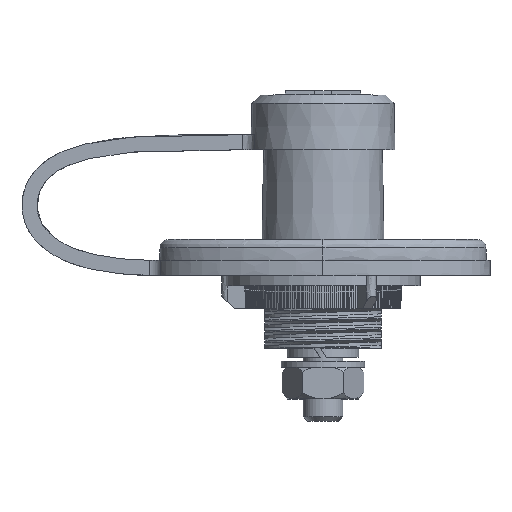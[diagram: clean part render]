
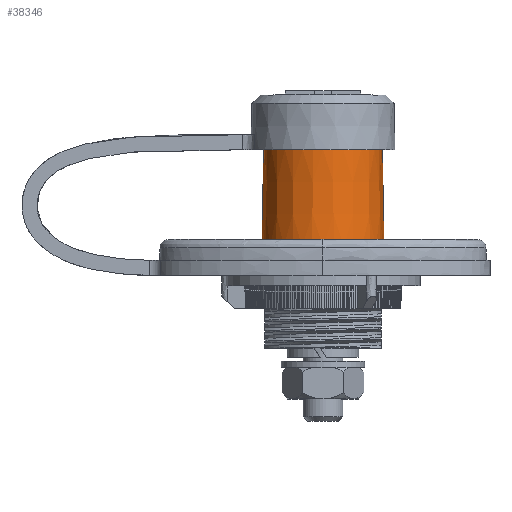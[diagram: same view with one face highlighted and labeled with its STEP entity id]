
A CAD part, top view. The second image highlights one B-rep face of the part: STEP entity #38346.
In plain terms, the highlighted conical face has half-angle 1 degrees and reference radius 14.431 mm.
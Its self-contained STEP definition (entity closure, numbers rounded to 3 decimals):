
#36858=CARTESIAN_POINT('',(0.,47.505,0.));
#36859=DIRECTION('',(0.,-1.,0.));
#36860=DIRECTION('',(1.,0.,0.));
#36861=AXIS2_PLACEMENT_3D('',#36858,#36859,#36860);
#36868=DIRECTION('',(-0.017,-1.,0.));
#36869=VECTOR('',#36868,23.209);
#36870=CARTESIAN_POINT('',(-14.229,47.505,0.));
#36871=LINE('',#36870,#36869);
#36872=DIRECTION('',(0.017,-1.,0.));
#36873=VECTOR('',#36872,23.209);
#36874=CARTESIAN_POINT('',(14.229,47.505,0.));
#36875=LINE('',#36874,#36873);
#36881=CARTESIAN_POINT('',(0.,24.3,0.));
#36882=DIRECTION('',(0.,-1.,0.));
#36883=DIRECTION('',(1.,0.,0.));
#36884=AXIS2_PLACEMENT_3D('',#36881,#36882,#36883);
#37360=CARTESIAN_POINT('',(14.634,24.3,0.));
#37361=CARTESIAN_POINT('',(-14.634,24.3,0.));
#37362=VERTEX_POINT('',#37360);
#37363=VERTEX_POINT('',#37361);
#37396=CARTESIAN_POINT('',(14.229,47.505,0.));
#37397=CARTESIAN_POINT('',(-14.229,47.505,0.));
#37398=VERTEX_POINT('',#37396);
#37399=VERTEX_POINT('',#37397);
#38332=CARTESIAN_POINT('',(0.,35.903,0.));
#38333=DIRECTION('',(0.,-1.,0.));
#38334=DIRECTION('',(1.,0.,0.));
#38335=AXIS2_PLACEMENT_3D('',#38332,#38333,#38334);
#38336=CONICAL_SURFACE('',#38335,14.431,1.);
#38337=ORIENTED_EDGE('',*,*,#38318,.F.);
#38339=ORIENTED_EDGE('',*,*,#38338,.T.);
#38341=ORIENTED_EDGE('',*,*,#38340,.T.);
#38343=ORIENTED_EDGE('',*,*,#38342,.F.);
#38344=EDGE_LOOP('',(#38337,#38339,#38341,#38343));
#38345=FACE_OUTER_BOUND('',#38344,.F.);
#38346=ADVANCED_FACE('',(#38345),#38336,.T.);
#36862=CIRCLE('',#36861,14.229);
#36885=CIRCLE('',#36884,14.634);
#38318=EDGE_CURVE('',#37398,#37399,#36862,.T.);
#38338=EDGE_CURVE('',#37398,#37362,#36875,.T.);
#38340=EDGE_CURVE('',#37362,#37363,#36885,.T.);
#38342=EDGE_CURVE('',#37399,#37363,#36871,.T.);
